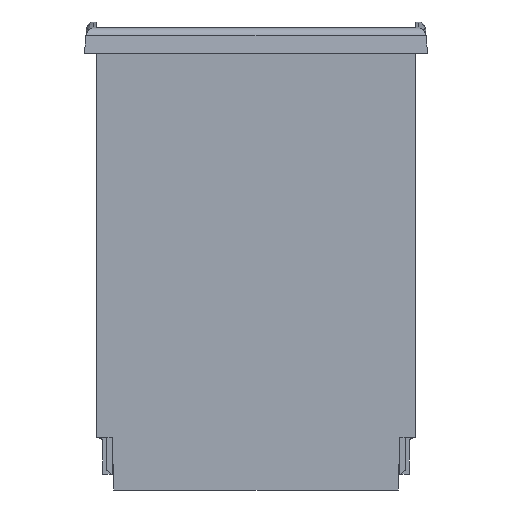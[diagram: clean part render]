
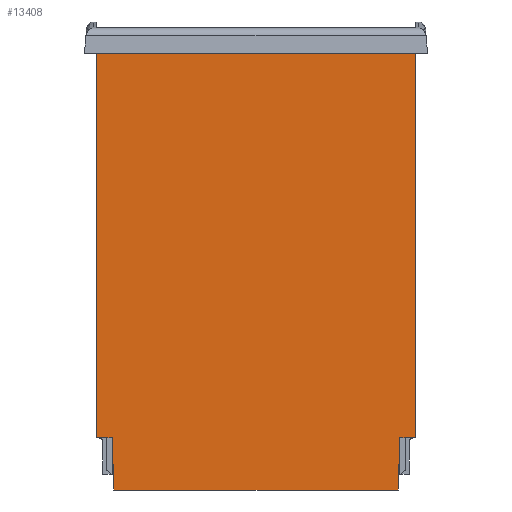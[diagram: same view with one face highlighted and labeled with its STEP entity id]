
A CAD part, front view. The second image highlights one B-rep face of the part: STEP entity #13408.
In plain terms, the highlighted planar face has unit normal (0, -1, 0).
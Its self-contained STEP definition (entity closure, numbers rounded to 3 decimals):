
#158 = VERTEX_POINT ( 'NONE', #4232 ) ;
#888 = VERTEX_POINT ( 'NONE', #1951 ) ;
#1077 = EDGE_CURVE ( 'NONE', #7877, #15555, #2480, .T. ) ;
#1189 = CARTESIAN_POINT ( 'NONE',  ( -46., -22., -133. ) ) ;
#1199 = LINE ( 'NONE', #14803, #2640 ) ;
#1245 = DIRECTION ( 'NONE',  ( 1., 0., 0. ) ) ;
#1951 = CARTESIAN_POINT ( 'NONE',  ( 46., -22., -118. ) ) ;
#2076 = EDGE_CURVE ( 'NONE', #9783, #7877, #9243, .T. ) ;
#2269 = DIRECTION ( 'NONE',  ( 0., 0., -1. ) ) ;
#2480 = LINE ( 'NONE', #16037, #15847 ) ;
#2640 = VECTOR ( 'NONE', #10653, 1000. ) ;
#3415 = VERTEX_POINT ( 'NONE', #4276 ) ;
#3986 = LINE ( 'NONE', #15231, #6551 ) ;
#4060 = CARTESIAN_POINT ( 'NONE',  ( 46., -22., -7. ) ) ;
#4098 = AXIS2_PLACEMENT_3D ( 'NONE', #15907, #12736, #2269 ) ;
#4232 = CARTESIAN_POINT ( 'NONE',  ( 41., -22., -133. ) ) ;
#4276 = CARTESIAN_POINT ( 'NONE',  ( 41.5, -22., -118. ) ) ;
#5347 = PLANE ( 'NONE',  #4098 ) ;
#5367 = VECTOR ( 'NONE', #19106, 1000. ) ;
#5571 = EDGE_CURVE ( 'NONE', #10057, #6658, #9355, .T. ) ;
#5631 = EDGE_CURVE ( 'NONE', #6658, #9783, #15928, .T. ) ;
#6551 = VECTOR ( 'NONE', #7731, 1000. ) ;
#6658 = VERTEX_POINT ( 'NONE', #15034 ) ;
#6990 = CARTESIAN_POINT ( 'NONE',  ( -46., -22., -118. ) ) ;
#7656 = ORIENTED_EDGE ( 'NONE', *, *, #15001, .T. ) ;
#7731 = DIRECTION ( 'NONE',  ( 1., 0., 0. ) ) ;
#7877 = VERTEX_POINT ( 'NONE', #15732 ) ;
#8175 = EDGE_CURVE ( 'NONE', #888, #10057, #1199, .T. ) ;
#8619 = ORIENTED_EDGE ( 'NONE', *, *, #1077, .T. ) ;
#8763 = DIRECTION ( 'NONE',  ( 0.033, 0., -0.999 ) ) ;
#9231 = ORIENTED_EDGE ( 'NONE', *, *, #8175, .T. ) ;
#9243 = LINE ( 'NONE', #6990, #17947 ) ;
#9355 = LINE ( 'NONE', #19249, #5367 ) ;
#9783 = VERTEX_POINT ( 'NONE', #13899 ) ;
#10057 = VERTEX_POINT ( 'NONE', #4060 ) ;
#10132 = VECTOR ( 'NONE', #1245, 1000. ) ;
#10653 = DIRECTION ( 'NONE',  ( 0., 0., 1. ) ) ;
#11306 = LINE ( 'NONE', #1189, #10132 ) ;
#11582 = FACE_OUTER_BOUND ( 'NONE', #15707, .T. ) ;
#12736 = DIRECTION ( 'NONE',  ( 0., -1., 0. ) ) ;
#12743 = LINE ( 'NONE', #17594, #17677 ) ;
#13408 = ADVANCED_FACE ( 'NONE', ( #11582 ), #5347, .T. ) ;
#13545 = ORIENTED_EDGE ( 'NONE', *, *, #5571, .T. ) ;
#13899 = CARTESIAN_POINT ( 'NONE',  ( -46., -22., -118. ) ) ;
#14509 = EDGE_CURVE ( 'NONE', #15555, #158, #11306, .T. ) ;
#14775 = CARTESIAN_POINT ( 'NONE',  ( -46., -22., -16. ) ) ;
#14803 = CARTESIAN_POINT ( 'NONE',  ( 46., -22., -16. ) ) ;
#15001 = EDGE_CURVE ( 'NONE', #158, #3415, #12743, .T. ) ;
#15034 = CARTESIAN_POINT ( 'NONE',  ( -46., -22., -7. ) ) ;
#15231 = CARTESIAN_POINT ( 'NONE',  ( -46., -22., -118. ) ) ;
#15555 = VERTEX_POINT ( 'NONE', #15838 ) ;
#15689 = ORIENTED_EDGE ( 'NONE', *, *, #14509, .T. ) ;
#15707 = EDGE_LOOP ( 'NONE', ( #7656, #16023, #9231, #13545, #16828, #17092, #8619, #15689 ) ) ;
#15732 = CARTESIAN_POINT ( 'NONE',  ( -41.5, -22., -118. ) ) ;
#15838 = CARTESIAN_POINT ( 'NONE',  ( -41., -22., -133. ) ) ;
#15847 = VECTOR ( 'NONE', #8763, 1000. ) ;
#15907 = CARTESIAN_POINT ( 'NONE',  ( -46., -22., -16. ) ) ;
#15928 = LINE ( 'NONE', #14775, #18988 ) ;
#15938 = DIRECTION ( 'NONE',  ( 0.033, 0., 0.999 ) ) ;
#16023 = ORIENTED_EDGE ( 'NONE', *, *, #17141, .T. ) ;
#16037 = CARTESIAN_POINT ( 'NONE',  ( -41.5, -22., -118. ) ) ;
#16273 = DIRECTION ( 'NONE',  ( 0., 0., -1. ) ) ;
#16828 = ORIENTED_EDGE ( 'NONE', *, *, #5631, .T. ) ;
#17092 = ORIENTED_EDGE ( 'NONE', *, *, #2076, .T. ) ;
#17141 = EDGE_CURVE ( 'NONE', #3415, #888, #3986, .T. ) ;
#17484 = DIRECTION ( 'NONE',  ( 1., 0., 0. ) ) ;
#17594 = CARTESIAN_POINT ( 'NONE',  ( 41., -22., -133. ) ) ;
#17677 = VECTOR ( 'NONE', #15938, 1000. ) ;
#17947 = VECTOR ( 'NONE', #17484, 1000. ) ;
#18988 = VECTOR ( 'NONE', #16273, 1000. ) ;
#19106 = DIRECTION ( 'NONE',  ( -1., 0., 0. ) ) ;
#19249 = CARTESIAN_POINT ( 'NONE',  ( -46., -22., -7. ) ) ;
